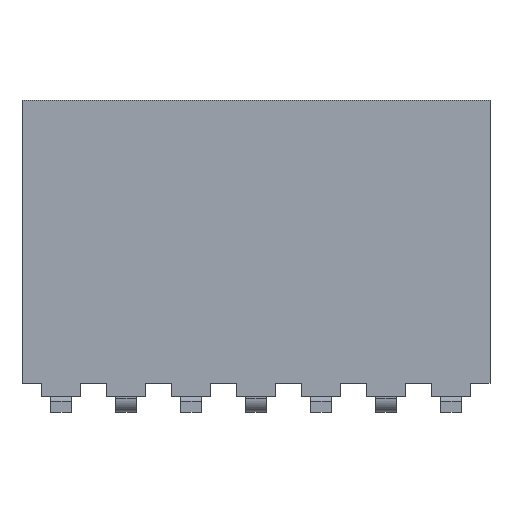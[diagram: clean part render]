
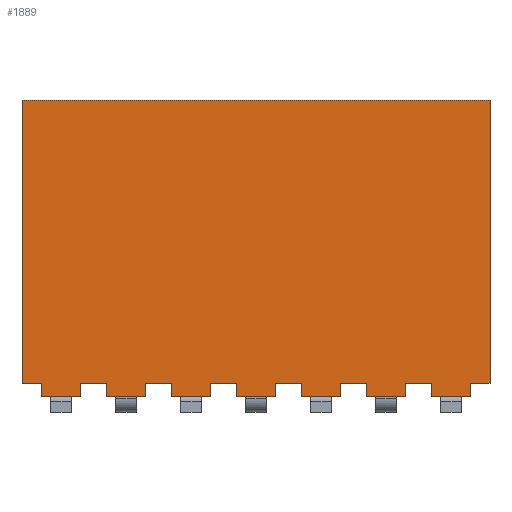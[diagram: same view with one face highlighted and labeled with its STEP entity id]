
A CAD part, front view. The second image highlights one B-rep face of the part: STEP entity #1889.
In plain terms, the highlighted face is planar.
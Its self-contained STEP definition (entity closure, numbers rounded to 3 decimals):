
#298 = VERTEX_POINT('',#299);
#299 = CARTESIAN_POINT('',(-3.429,0.,1.27));
#305 = EDGE_CURVE('',#306,#298,#308,.T.);
#306 = VERTEX_POINT('',#307);
#307 = CARTESIAN_POINT('',(-4.191,0.,1.27));
#308 = LINE('',#309,#310);
#309 = CARTESIAN_POINT('',(-4.572,0.,1.27));
#310 = VECTOR('',#311,1.);
#311 = DIRECTION('',(1.,0.,0.));
#327 = EDGE_CURVE('',#328,#330,#332,.T.);
#328 = VERTEX_POINT('',#329);
#329 = CARTESIAN_POINT('',(-2.921,0.,1.27));
#330 = VERTEX_POINT('',#331);
#331 = CARTESIAN_POINT('',(-2.159,0.,1.27));
#332 = LINE('',#333,#334);
#333 = CARTESIAN_POINT('',(-4.572,0.,1.27));
#334 = VECTOR('',#335,1.);
#335 = DIRECTION('',(1.,0.,0.));
#367 = EDGE_CURVE('',#368,#370,#372,.T.);
#368 = VERTEX_POINT('',#369);
#369 = CARTESIAN_POINT('',(-1.651,0.,1.27));
#370 = VERTEX_POINT('',#371);
#371 = CARTESIAN_POINT('',(-0.889,0.,1.27));
#372 = LINE('',#373,#374);
#373 = CARTESIAN_POINT('',(-4.572,0.,1.27));
#374 = VECTOR('',#375,1.);
#375 = DIRECTION('',(1.,0.,0.));
#407 = EDGE_CURVE('',#408,#410,#412,.T.);
#408 = VERTEX_POINT('',#409);
#409 = CARTESIAN_POINT('',(-0.381,0.,1.27));
#410 = VERTEX_POINT('',#411);
#411 = CARTESIAN_POINT('',(0.381,0.,1.27));
#412 = LINE('',#413,#414);
#413 = CARTESIAN_POINT('',(-4.572,0.,1.27));
#414 = VECTOR('',#415,1.);
#415 = DIRECTION('',(1.,0.,0.));
#447 = EDGE_CURVE('',#448,#450,#452,.T.);
#448 = VERTEX_POINT('',#449);
#449 = CARTESIAN_POINT('',(0.889,0.,1.27));
#450 = VERTEX_POINT('',#451);
#451 = CARTESIAN_POINT('',(1.651,0.,1.27));
#452 = LINE('',#453,#454);
#453 = CARTESIAN_POINT('',(-4.572,0.,1.27));
#454 = VECTOR('',#455,1.);
#455 = DIRECTION('',(1.,0.,0.));
#487 = EDGE_CURVE('',#488,#490,#492,.T.);
#488 = VERTEX_POINT('',#489);
#489 = CARTESIAN_POINT('',(2.159,0.,1.27));
#490 = VERTEX_POINT('',#491);
#491 = CARTESIAN_POINT('',(2.921,0.,1.27));
#492 = LINE('',#493,#494);
#493 = CARTESIAN_POINT('',(-4.572,0.,1.27));
#494 = VECTOR('',#495,1.);
#495 = DIRECTION('',(1.,0.,0.));
#1306 = VERTEX_POINT('',#1307);
#1307 = CARTESIAN_POINT('',(-4.572,0.254,1.27));
#1313 = EDGE_CURVE('',#1314,#1306,#1316,.T.);
#1314 = VERTEX_POINT('',#1315);
#1315 = CARTESIAN_POINT('',(-4.572,5.791,1.27));
#1316 = LINE('',#1317,#1318);
#1317 = CARTESIAN_POINT('',(-4.572,5.791,1.27));
#1318 = VECTOR('',#1319,1.);
#1319 = DIRECTION('',(0.,-1.,0.));
#1335 = EDGE_CURVE('',#1336,#1338,#1340,.T.);
#1336 = VERTEX_POINT('',#1337);
#1337 = CARTESIAN_POINT('',(4.572,5.791,1.27));
#1338 = VERTEX_POINT('',#1339);
#1339 = CARTESIAN_POINT('',(4.572,0.254,1.27));
#1340 = LINE('',#1341,#1342);
#1341 = CARTESIAN_POINT('',(4.572,5.791,1.27));
#1342 = VECTOR('',#1343,1.);
#1343 = DIRECTION('',(0.,-1.,0.));
#1415 = EDGE_CURVE('',#1416,#1418,#1420,.T.);
#1416 = VERTEX_POINT('',#1417);
#1417 = CARTESIAN_POINT('',(3.429,0.,1.27));
#1418 = VERTEX_POINT('',#1419);
#1419 = CARTESIAN_POINT('',(4.191,0.,1.27));
#1420 = LINE('',#1421,#1422);
#1421 = CARTESIAN_POINT('',(-4.572,0.,1.27));
#1422 = VECTOR('',#1423,1.);
#1423 = DIRECTION('',(1.,0.,0.));
#1462 = EDGE_CURVE('',#1314,#1336,#1463,.T.);
#1463 = LINE('',#1464,#1465);
#1464 = CARTESIAN_POINT('',(-4.572,5.791,1.27));
#1465 = VECTOR('',#1466,1.);
#1466 = DIRECTION('',(1.,0.,0.));
#1889 = ADVANCED_FACE('',(#1890),#2062,.F.);
#1890 = FACE_BOUND('',#1891,.T.);
#1891 = EDGE_LOOP('',(#1892,#1893,#1901,#1909,#1915,#1916,#1924,#1932,
    #1938,#1939,#1947,#1955,#1961,#1962,#1970,#1978,#1984,#1985,#1993,
    #2001,#2007,#2008,#2016,#2024,#2030,#2031,#2039,#2045,#2046,#2047,
    #2048,#2056));
#1892 = ORIENTED_EDGE('',*,*,#305,.T.);
#1893 = ORIENTED_EDGE('',*,*,#1894,.F.);
#1894 = EDGE_CURVE('',#1895,#298,#1897,.T.);
#1895 = VERTEX_POINT('',#1896);
#1896 = CARTESIAN_POINT('',(-3.429,0.254,1.27));
#1897 = LINE('',#1898,#1899);
#1898 = CARTESIAN_POINT('',(-3.429,0.254,1.27));
#1899 = VECTOR('',#1900,1.);
#1900 = DIRECTION('',(0.,-1.,0.));
#1901 = ORIENTED_EDGE('',*,*,#1902,.F.);
#1902 = EDGE_CURVE('',#1903,#1895,#1905,.T.);
#1903 = VERTEX_POINT('',#1904);
#1904 = CARTESIAN_POINT('',(-2.921,0.254,1.27));
#1905 = LINE('',#1906,#1907);
#1906 = CARTESIAN_POINT('',(-2.921,0.254,1.27));
#1907 = VECTOR('',#1908,1.);
#1908 = DIRECTION('',(-1.,0.,0.));
#1909 = ORIENTED_EDGE('',*,*,#1910,.F.);
#1910 = EDGE_CURVE('',#328,#1903,#1911,.T.);
#1911 = LINE('',#1912,#1913);
#1912 = CARTESIAN_POINT('',(-2.921,0.,1.27));
#1913 = VECTOR('',#1914,1.);
#1914 = DIRECTION('',(0.,1.,0.));
#1915 = ORIENTED_EDGE('',*,*,#327,.T.);
#1916 = ORIENTED_EDGE('',*,*,#1917,.F.);
#1917 = EDGE_CURVE('',#1918,#330,#1920,.T.);
#1918 = VERTEX_POINT('',#1919);
#1919 = CARTESIAN_POINT('',(-2.159,0.254,1.27));
#1920 = LINE('',#1921,#1922);
#1921 = CARTESIAN_POINT('',(-2.159,0.254,1.27));
#1922 = VECTOR('',#1923,1.);
#1923 = DIRECTION('',(0.,-1.,0.));
#1924 = ORIENTED_EDGE('',*,*,#1925,.F.);
#1925 = EDGE_CURVE('',#1926,#1918,#1928,.T.);
#1926 = VERTEX_POINT('',#1927);
#1927 = CARTESIAN_POINT('',(-1.651,0.254,1.27));
#1928 = LINE('',#1929,#1930);
#1929 = CARTESIAN_POINT('',(-1.651,0.254,1.27));
#1930 = VECTOR('',#1931,1.);
#1931 = DIRECTION('',(-1.,0.,0.));
#1932 = ORIENTED_EDGE('',*,*,#1933,.F.);
#1933 = EDGE_CURVE('',#368,#1926,#1934,.T.);
#1934 = LINE('',#1935,#1936);
#1935 = CARTESIAN_POINT('',(-1.651,0.,1.27));
#1936 = VECTOR('',#1937,1.);
#1937 = DIRECTION('',(0.,1.,0.));
#1938 = ORIENTED_EDGE('',*,*,#367,.T.);
#1939 = ORIENTED_EDGE('',*,*,#1940,.F.);
#1940 = EDGE_CURVE('',#1941,#370,#1943,.T.);
#1941 = VERTEX_POINT('',#1942);
#1942 = CARTESIAN_POINT('',(-0.889,0.254,1.27));
#1943 = LINE('',#1944,#1945);
#1944 = CARTESIAN_POINT('',(-0.889,0.254,1.27));
#1945 = VECTOR('',#1946,1.);
#1946 = DIRECTION('',(0.,-1.,0.));
#1947 = ORIENTED_EDGE('',*,*,#1948,.F.);
#1948 = EDGE_CURVE('',#1949,#1941,#1951,.T.);
#1949 = VERTEX_POINT('',#1950);
#1950 = CARTESIAN_POINT('',(-0.381,0.254,1.27));
#1951 = LINE('',#1952,#1953);
#1952 = CARTESIAN_POINT('',(-0.381,0.254,1.27));
#1953 = VECTOR('',#1954,1.);
#1954 = DIRECTION('',(-1.,0.,0.));
#1955 = ORIENTED_EDGE('',*,*,#1956,.F.);
#1956 = EDGE_CURVE('',#408,#1949,#1957,.T.);
#1957 = LINE('',#1958,#1959);
#1958 = CARTESIAN_POINT('',(-0.381,0.,1.27));
#1959 = VECTOR('',#1960,1.);
#1960 = DIRECTION('',(0.,1.,0.));
#1961 = ORIENTED_EDGE('',*,*,#407,.T.);
#1962 = ORIENTED_EDGE('',*,*,#1963,.F.);
#1963 = EDGE_CURVE('',#1964,#410,#1966,.T.);
#1964 = VERTEX_POINT('',#1965);
#1965 = CARTESIAN_POINT('',(0.381,0.254,1.27));
#1966 = LINE('',#1967,#1968);
#1967 = CARTESIAN_POINT('',(0.381,0.254,1.27));
#1968 = VECTOR('',#1969,1.);
#1969 = DIRECTION('',(0.,-1.,0.));
#1970 = ORIENTED_EDGE('',*,*,#1971,.F.);
#1971 = EDGE_CURVE('',#1972,#1964,#1974,.T.);
#1972 = VERTEX_POINT('',#1973);
#1973 = CARTESIAN_POINT('',(0.889,0.254,1.27));
#1974 = LINE('',#1975,#1976);
#1975 = CARTESIAN_POINT('',(0.889,0.254,1.27));
#1976 = VECTOR('',#1977,1.);
#1977 = DIRECTION('',(-1.,0.,0.));
#1978 = ORIENTED_EDGE('',*,*,#1979,.F.);
#1979 = EDGE_CURVE('',#448,#1972,#1980,.T.);
#1980 = LINE('',#1981,#1982);
#1981 = CARTESIAN_POINT('',(0.889,0.,1.27));
#1982 = VECTOR('',#1983,1.);
#1983 = DIRECTION('',(0.,1.,0.));
#1984 = ORIENTED_EDGE('',*,*,#447,.T.);
#1985 = ORIENTED_EDGE('',*,*,#1986,.F.);
#1986 = EDGE_CURVE('',#1987,#450,#1989,.T.);
#1987 = VERTEX_POINT('',#1988);
#1988 = CARTESIAN_POINT('',(1.651,0.254,1.27));
#1989 = LINE('',#1990,#1991);
#1990 = CARTESIAN_POINT('',(1.651,0.254,1.27));
#1991 = VECTOR('',#1992,1.);
#1992 = DIRECTION('',(0.,-1.,0.));
#1993 = ORIENTED_EDGE('',*,*,#1994,.F.);
#1994 = EDGE_CURVE('',#1995,#1987,#1997,.T.);
#1995 = VERTEX_POINT('',#1996);
#1996 = CARTESIAN_POINT('',(2.159,0.254,1.27));
#1997 = LINE('',#1998,#1999);
#1998 = CARTESIAN_POINT('',(2.159,0.254,1.27));
#1999 = VECTOR('',#2000,1.);
#2000 = DIRECTION('',(-1.,0.,0.));
#2001 = ORIENTED_EDGE('',*,*,#2002,.F.);
#2002 = EDGE_CURVE('',#488,#1995,#2003,.T.);
#2003 = LINE('',#2004,#2005);
#2004 = CARTESIAN_POINT('',(2.159,0.,1.27));
#2005 = VECTOR('',#2006,1.);
#2006 = DIRECTION('',(0.,1.,0.));
#2007 = ORIENTED_EDGE('',*,*,#487,.T.);
#2008 = ORIENTED_EDGE('',*,*,#2009,.F.);
#2009 = EDGE_CURVE('',#2010,#490,#2012,.T.);
#2010 = VERTEX_POINT('',#2011);
#2011 = CARTESIAN_POINT('',(2.921,0.254,1.27));
#2012 = LINE('',#2013,#2014);
#2013 = CARTESIAN_POINT('',(2.921,0.254,1.27));
#2014 = VECTOR('',#2015,1.);
#2015 = DIRECTION('',(0.,-1.,0.));
#2016 = ORIENTED_EDGE('',*,*,#2017,.F.);
#2017 = EDGE_CURVE('',#2018,#2010,#2020,.T.);
#2018 = VERTEX_POINT('',#2019);
#2019 = CARTESIAN_POINT('',(3.429,0.254,1.27));
#2020 = LINE('',#2021,#2022);
#2021 = CARTESIAN_POINT('',(3.429,0.254,1.27));
#2022 = VECTOR('',#2023,1.);
#2023 = DIRECTION('',(-1.,0.,0.));
#2024 = ORIENTED_EDGE('',*,*,#2025,.F.);
#2025 = EDGE_CURVE('',#1416,#2018,#2026,.T.);
#2026 = LINE('',#2027,#2028);
#2027 = CARTESIAN_POINT('',(3.429,0.,1.27));
#2028 = VECTOR('',#2029,1.);
#2029 = DIRECTION('',(0.,1.,0.));
#2030 = ORIENTED_EDGE('',*,*,#1415,.T.);
#2031 = ORIENTED_EDGE('',*,*,#2032,.F.);
#2032 = EDGE_CURVE('',#2033,#1418,#2035,.T.);
#2033 = VERTEX_POINT('',#2034);
#2034 = CARTESIAN_POINT('',(4.191,0.254,1.27));
#2035 = LINE('',#2036,#2037);
#2036 = CARTESIAN_POINT('',(4.191,0.254,1.27));
#2037 = VECTOR('',#2038,1.);
#2038 = DIRECTION('',(0.,-1.,0.));
#2039 = ORIENTED_EDGE('',*,*,#2040,.F.);
#2040 = EDGE_CURVE('',#1338,#2033,#2041,.T.);
#2041 = LINE('',#2042,#2043);
#2042 = CARTESIAN_POINT('',(4.699,0.254,1.27));
#2043 = VECTOR('',#2044,1.);
#2044 = DIRECTION('',(-1.,0.,0.));
#2045 = ORIENTED_EDGE('',*,*,#1335,.F.);
#2046 = ORIENTED_EDGE('',*,*,#1462,.F.);
#2047 = ORIENTED_EDGE('',*,*,#1313,.T.);
#2048 = ORIENTED_EDGE('',*,*,#2049,.F.);
#2049 = EDGE_CURVE('',#2050,#1306,#2052,.T.);
#2050 = VERTEX_POINT('',#2051);
#2051 = CARTESIAN_POINT('',(-4.191,0.254,1.27));
#2052 = LINE('',#2053,#2054);
#2053 = CARTESIAN_POINT('',(-4.191,0.254,1.27));
#2054 = VECTOR('',#2055,1.);
#2055 = DIRECTION('',(-1.,0.,0.));
#2056 = ORIENTED_EDGE('',*,*,#2057,.F.);
#2057 = EDGE_CURVE('',#306,#2050,#2058,.T.);
#2058 = LINE('',#2059,#2060);
#2059 = CARTESIAN_POINT('',(-4.191,0.,1.27));
#2060 = VECTOR('',#2061,1.);
#2061 = DIRECTION('',(0.,1.,0.));
#2062 = PLANE('',#2063);
#2063 = AXIS2_PLACEMENT_3D('',#2064,#2065,#2066);
#2064 = CARTESIAN_POINT('',(-4.572,5.791,1.27));
#2065 = DIRECTION('',(0.,0.,-1.));
#2066 = DIRECTION('',(-1.,0.,0.));
